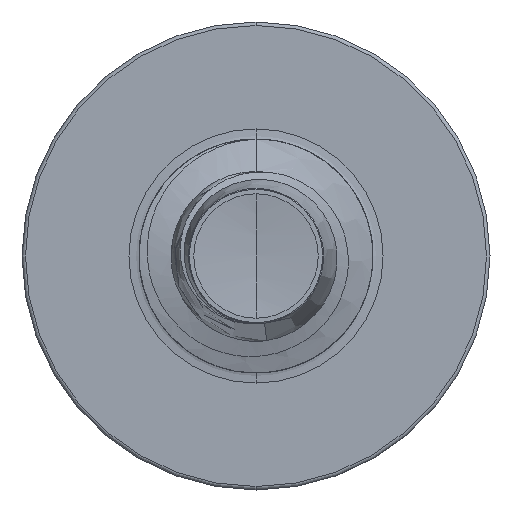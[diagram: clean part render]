
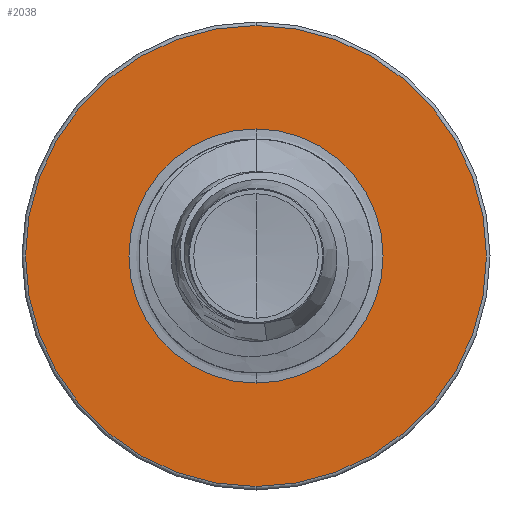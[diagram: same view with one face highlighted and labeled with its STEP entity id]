
A CAD part, front view. The second image highlights one B-rep face of the part: STEP entity #2038.
In plain terms, the highlighted planar face has unit normal (0, -1, 0).
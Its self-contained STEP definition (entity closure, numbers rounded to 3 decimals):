
#1722 = DIRECTION ( 'NONE',  ( 0., 0., 1. ) ) ;
#1752 = DIRECTION ( 'NONE',  ( 0., 1., 0. ) ) ;
#1785 = CARTESIAN_POINT ( 'NONE',  ( 0., 11., -1.086 ) ) ;
#1821 = PLANE ( 'NONE',  #2171 ) ;
#1994 = EDGE_LOOP ( 'NONE', ( #9062, #15026 ) ) ;
#2038 = ADVANCED_FACE ( 'NONE', ( #20654, #21168 ), #1821, .F. ) ;
#2171 = AXIS2_PLACEMENT_3D ( 'NONE', #1785, #1752, #1722 ) ;
#2185 = DIRECTION ( 'NONE',  ( 0., 0., 1. ) ) ;
#2209 = DIRECTION ( 'NONE',  ( 0., 1., 0. ) ) ;
#2240 = CARTESIAN_POINT ( 'NONE',  ( 0., 11., 0. ) ) ;
#2358 = EDGE_CURVE ( 'NONE', #8917, #24453, #23193, .T. ) ;
#2604 = AXIS2_PLACEMENT_3D ( 'NONE', #24818, #24796, #24790 ) ;
#3410 = ORIENTED_EDGE ( 'NONE', *, *, #2358, .F. ) ;
#3592 = EDGE_CURVE ( 'NONE', #23551, #8889, #22450, .T. ) ;
#4531 = AXIS2_PLACEMENT_3D ( 'NONE', #5438, #20312, #7809 ) ;
#5113 = DIRECTION ( 'NONE',  ( 0., 0., 1. ) ) ;
#5140 = DIRECTION ( 'NONE',  ( 0., 1., 0. ) ) ;
#5146 = CARTESIAN_POINT ( 'NONE',  ( 0., 11., 0. ) ) ;
#5438 = CARTESIAN_POINT ( 'NONE',  ( 0., 11., 0. ) ) ;
#7809 = DIRECTION ( 'NONE',  ( 0., 0., 1. ) ) ;
#8889 = VERTEX_POINT ( 'NONE', #21546 ) ;
#8917 = VERTEX_POINT ( 'NONE', #21584 ) ;
#9062 = ORIENTED_EDGE ( 'NONE', *, *, #18351, .T. ) ;
#9425 = AXIS2_PLACEMENT_3D ( 'NONE', #2240, #2209, #2185 ) ;
#11902 = EDGE_LOOP ( 'NONE', ( #14372, #3410 ) ) ;
#14372 = ORIENTED_EDGE ( 'NONE', *, *, #25294, .F. ) ;
#15026 = ORIENTED_EDGE ( 'NONE', *, *, #3592, .T. ) ;
#15280 = CIRCLE ( 'NONE', #9425, 1.086 ) ;
#15355 = CARTESIAN_POINT ( 'NONE',  ( 0., 11., -1.086 ) ) ;
#15955 = AXIS2_PLACEMENT_3D ( 'NONE', #5146, #5140, #5113 ) ;
#16133 = CIRCLE ( 'NONE', #4531, 1.97 ) ;
#18351 = EDGE_CURVE ( 'NONE', #8889, #23551, #15280, .T. ) ;
#20312 = DIRECTION ( 'NONE',  ( 0., 1., 0. ) ) ;
#20654 = FACE_OUTER_BOUND ( 'NONE', #11902, .T. ) ;
#21168 = FACE_BOUND ( 'NONE', #1994, .T. ) ;
#21546 = CARTESIAN_POINT ( 'NONE',  ( 0., 11., 1.086 ) ) ;
#21584 = CARTESIAN_POINT ( 'NONE',  ( 0., 11., -1.97 ) ) ;
#22450 = CIRCLE ( 'NONE', #2604, 1.086 ) ;
#23193 = CIRCLE ( 'NONE', #15955, 1.97 ) ;
#23551 = VERTEX_POINT ( 'NONE', #15355 ) ;
#24235 = CARTESIAN_POINT ( 'NONE',  ( 0., 11., 1.97 ) ) ;
#24453 = VERTEX_POINT ( 'NONE', #24235 ) ;
#24790 = DIRECTION ( 'NONE',  ( 0., 0., 1. ) ) ;
#24796 = DIRECTION ( 'NONE',  ( 0., 1., 0. ) ) ;
#24818 = CARTESIAN_POINT ( 'NONE',  ( 0., 11., 0. ) ) ;
#25294 = EDGE_CURVE ( 'NONE', #24453, #8917, #16133, .T. ) ;
